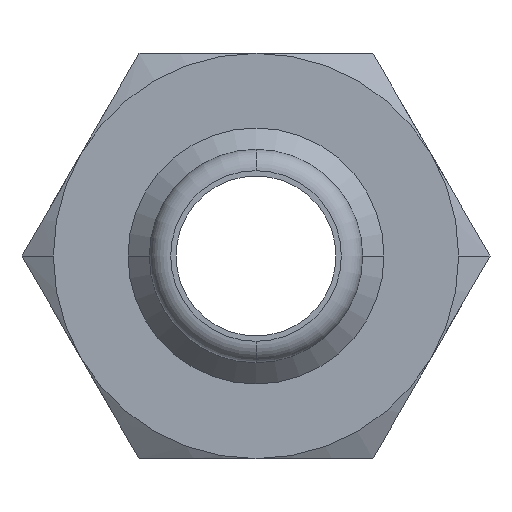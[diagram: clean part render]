
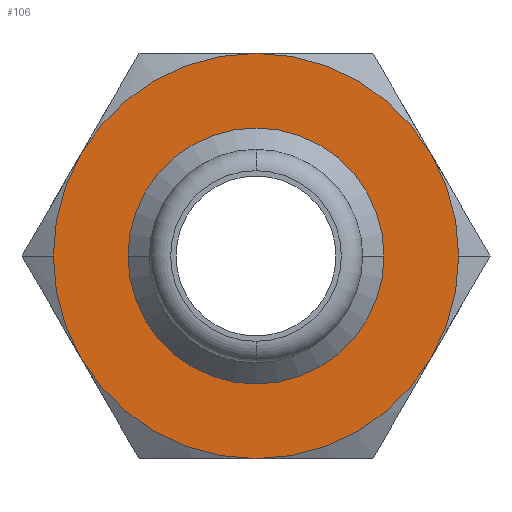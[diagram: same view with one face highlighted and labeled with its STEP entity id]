
A CAD part, front view. The second image highlights one B-rep face of the part: STEP entity #106.
In plain terms, the highlighted planar face has unit normal (0, -1, 0).
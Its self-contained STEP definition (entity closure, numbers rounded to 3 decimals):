
#106=ADVANCED_FACE('',(#237,#238),#239,.T.);
#237=FACE_OUTER_BOUND('',#392,.T.);
#238=FACE_BOUND('',#393,.T.);
#239=PLANE('',#394);
#392=EDGE_LOOP('',(#627,#628,#629,#630,#631,#632,#633,#634));
#393=EDGE_LOOP('',(#635,#636));
#394=AXIS2_PLACEMENT_3D('',#637,#638,#639);
#627=ORIENTED_EDGE('',*,*,#964,.F.);
#628=ORIENTED_EDGE('',*,*,#965,.F.);
#629=ORIENTED_EDGE('',*,*,#921,.F.);
#630=ORIENTED_EDGE('',*,*,#966,.F.);
#631=ORIENTED_EDGE('',*,*,#948,.F.);
#632=ORIENTED_EDGE('',*,*,#940,.F.);
#633=ORIENTED_EDGE('',*,*,#967,.F.);
#634=ORIENTED_EDGE('',*,*,#888,.F.);
#635=ORIENTED_EDGE('',*,*,#968,.F.);
#636=ORIENTED_EDGE('',*,*,#969,.F.);
#637=CARTESIAN_POINT('',(4.75,20.0,0.0));
#638=DIRECTION('',(-0.0,-1.0,-0.0));
#639=DIRECTION('',(-1.0,0.0,0.0));
#888=EDGE_CURVE('',#1038,#1041,#1042,.T.);
#921=EDGE_CURVE('',#1093,#1095,#1096,.T.);
#940=EDGE_CURVE('',#1125,#1122,#1127,.T.);
#948=EDGE_CURVE('',#1122,#1136,#1139,.T.);
#964=EDGE_CURVE('',#1159,#1038,#1160,.T.);
#965=EDGE_CURVE('',#1095,#1159,#1161,.T.);
#966=EDGE_CURVE('',#1136,#1093,#1162,.T.);
#967=EDGE_CURVE('',#1041,#1125,#1163,.T.);
#968=EDGE_CURVE('',#1164,#1165,#1166,.T.);
#969=EDGE_CURVE('',#1165,#1164,#1167,.T.);
#1038=VERTEX_POINT('',#1248);
#1041=VERTEX_POINT('',#1252);
#1042=CIRCLE('',#1253,9.5);
#1093=VERTEX_POINT('',#1368);
#1095=VERTEX_POINT('',#1381);
#1096=CIRCLE('',#1382,9.5);
#1122=VERTEX_POINT('',#1435);
#1125=VERTEX_POINT('',#1449);
#1127=CIRCLE('',#1462,9.5);
#1136=VERTEX_POINT('',#1493);
#1139=CIRCLE('',#1508,9.5);
#1159=VERTEX_POINT('',#1541);
#1160=CIRCLE('',#1542,9.5);
#1161=CIRCLE('',#1543,9.5);
#1162=CIRCLE('',#1544,9.5);
#1163=CIRCLE('',#1545,9.5);
#1164=VERTEX_POINT('',#1546);
#1165=VERTEX_POINT('',#1547);
#1166=CIRCLE('',#1548,6.0);
#1167=CIRCLE('',#1549,6.0);
#1248=CARTESIAN_POINT('',(9.5,20.0,0.));
#1252=CARTESIAN_POINT('',(8.227,20.0,-4.75));
#1253=AXIS2_PLACEMENT_3D('',#1752,#1753,#1754);
#1368=CARTESIAN_POINT('',(-8.227,20.0,4.75));
#1381=CARTESIAN_POINT('',(0.,20.0,9.5));
#1382=AXIS2_PLACEMENT_3D('',#1794,#1795,#1796);
#1435=CARTESIAN_POINT('',(-8.227,20.0,-4.75));
#1449=CARTESIAN_POINT('',(0.0,20.0,-9.5));
#1462=AXIS2_PLACEMENT_3D('',#1817,#1818,#1819);
#1493=CARTESIAN_POINT('',(-9.5,20.0,0.));
#1508=AXIS2_PLACEMENT_3D('',#1824,#1825,#1826);
#1541=CARTESIAN_POINT('',(8.227,20.0,4.75));
#1542=AXIS2_PLACEMENT_3D('',#1853,#1854,#1855);
#1543=AXIS2_PLACEMENT_3D('',#1856,#1857,#1858);
#1544=AXIS2_PLACEMENT_3D('',#1859,#1860,#1861);
#1545=AXIS2_PLACEMENT_3D('',#1862,#1863,#1864);
#1546=CARTESIAN_POINT('',(-6.0,20.0,0.));
#1547=CARTESIAN_POINT('',(6.0,20.0,0.));
#1548=AXIS2_PLACEMENT_3D('',#1865,#1866,#1867);
#1549=AXIS2_PLACEMENT_3D('',#1868,#1869,#1870);
#1752=CARTESIAN_POINT('',(0.0,20.0,0.0));
#1753=DIRECTION('',(-0.0,1.0,0.0));
#1754=DIRECTION('',(1.0,0.0,0.0));
#1794=CARTESIAN_POINT('',(0.0,20.0,0.0));
#1795=DIRECTION('',(-0.0,1.0,0.0));
#1796=DIRECTION('',(1.0,0.0,0.0));
#1817=CARTESIAN_POINT('',(0.0,20.0,0.0));
#1818=DIRECTION('',(-0.0,1.0,0.0));
#1819=DIRECTION('',(1.0,0.0,0.0));
#1824=CARTESIAN_POINT('',(0.0,20.0,0.0));
#1825=DIRECTION('',(-0.0,1.0,0.0));
#1826=DIRECTION('',(1.0,0.0,0.0));
#1853=CARTESIAN_POINT('',(0.0,20.0,0.0));
#1854=DIRECTION('',(-0.0,1.0,0.0));
#1855=DIRECTION('',(1.0,0.0,0.0));
#1856=CARTESIAN_POINT('',(0.0,20.0,0.0));
#1857=DIRECTION('',(-0.0,1.0,0.0));
#1858=DIRECTION('',(1.0,0.0,0.0));
#1859=CARTESIAN_POINT('',(0.0,20.0,0.0));
#1860=DIRECTION('',(-0.0,1.0,0.0));
#1861=DIRECTION('',(1.0,0.0,0.0));
#1862=CARTESIAN_POINT('',(0.0,20.0,0.0));
#1863=DIRECTION('',(-0.0,1.0,0.0));
#1864=DIRECTION('',(1.0,0.0,0.0));
#1865=CARTESIAN_POINT('',(0.0,20.0,0.0));
#1866=DIRECTION('',(0.0,-1.0,0.0));
#1867=DIRECTION('',(1.0,0.0,0.0));
#1868=CARTESIAN_POINT('',(0.0,20.0,0.0));
#1869=DIRECTION('',(0.0,-1.0,0.0));
#1870=DIRECTION('',(1.0,0.0,0.0));
